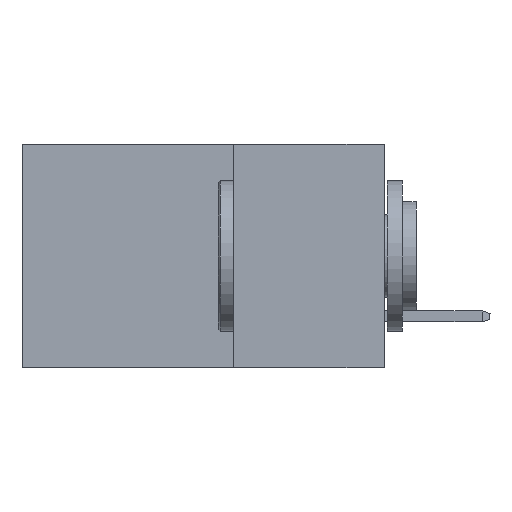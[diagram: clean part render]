
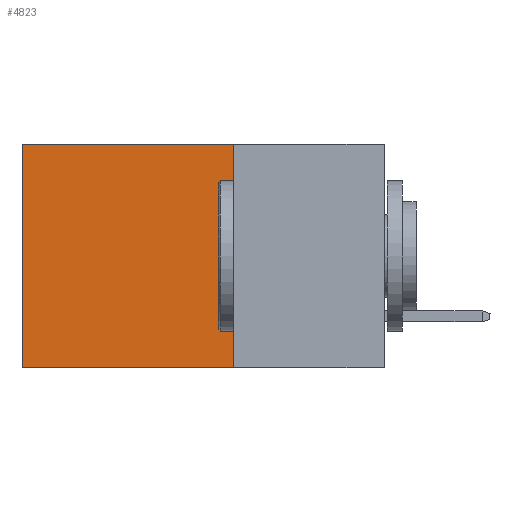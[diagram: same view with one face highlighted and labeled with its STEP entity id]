
A CAD part, left-side view. The second image highlights one B-rep face of the part: STEP entity #4823.
In plain terms, the highlighted planar face has unit normal (-1, 0, 0).
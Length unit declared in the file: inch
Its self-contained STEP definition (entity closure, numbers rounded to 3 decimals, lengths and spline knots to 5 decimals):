
#427 = DIRECTION ( 'NONE',  ( 0., 0., -1. ) ) ;
#525 = VERTEX_POINT ( 'NONE', #16405 ) ;
#1022 = PLANE ( 'NONE',  #1611 ) ;
#1150 = ORIENTED_EDGE ( 'NONE', *, *, #9862, .F. ) ;
#1407 = EDGE_CURVE ( 'NONE', #525, #5779, #15473, .T. ) ;
#1611 = AXIS2_PLACEMENT_3D ( 'NONE', #15963, #17616, #16143 ) ;
#2057 = CARTESIAN_POINT ( 'NONE',  ( 0.2615, 0.6, 0. ) ) ;
#2084 = CARTESIAN_POINT ( 'NONE',  ( 0.2615, 0.25, 0. ) ) ;
#2853 = CARTESIAN_POINT ( 'NONE',  ( 0.2615, 0.25, -0.37 ) ) ;
#3495 = EDGE_CURVE ( 'NONE', #5779, #10754, #9249, .T. ) ;
#4034 = FACE_OUTER_BOUND ( 'NONE', #10979, .T. ) ;
#4230 = ORIENTED_EDGE ( 'NONE', *, *, #18493, .F. ) ;
#4823 = ADVANCED_FACE ( 'NONE', ( #4034 ), #1022, .F. ) ;
#5192 = DIRECTION ( 'NONE',  ( 0., 1., 0. ) ) ;
#5779 = VERTEX_POINT ( 'NONE', #2057 ) ;
#5968 = VECTOR ( 'NONE', #427, 39.37008 ) ;
#6463 = ORIENTED_EDGE ( 'NONE', *, *, #1407, .T. ) ;
#6793 = CARTESIAN_POINT ( 'NONE',  ( 0.2615, 0.25, -0.37 ) ) ;
#7499 = DIRECTION ( 'NONE',  ( 0., 1., 0. ) ) ;
#7601 = LINE ( 'NONE', #2853, #13840 ) ;
#8208 = ORIENTED_EDGE ( 'NONE', *, *, #3495, .T. ) ;
#8890 = CARTESIAN_POINT ( 'NONE',  ( 0.2615, 0.6, -0.37 ) ) ;
#9025 = VECTOR ( 'NONE', #9464, 39.37008 ) ;
#9249 = LINE ( 'NONE', #16440, #5968 ) ;
#9464 = DIRECTION ( 'NONE',  ( 0., 0., -1. ) ) ;
#9862 = EDGE_CURVE ( 'NONE', #525, #11884, #15401, .T. ) ;
#10754 = VERTEX_POINT ( 'NONE', #8890 ) ;
#10979 = EDGE_LOOP ( 'NONE', ( #8208, #4230, #1150, #6463 ) ) ;
#11884 = VERTEX_POINT ( 'NONE', #6793 ) ;
#13836 = CARTESIAN_POINT ( 'NONE',  ( 0.2615, 0.25, -0.37 ) ) ;
#13840 = VECTOR ( 'NONE', #7499, 39.37008 ) ;
#15278 = VECTOR ( 'NONE', #5192, 39.37008 ) ;
#15401 = LINE ( 'NONE', #13836, #9025 ) ;
#15473 = LINE ( 'NONE', #2084, #15278 ) ;
#15963 = CARTESIAN_POINT ( 'NONE',  ( 0.2615, 0.25, -0.37 ) ) ;
#16143 = DIRECTION ( 'NONE',  ( 0., 0., -1. ) ) ;
#16405 = CARTESIAN_POINT ( 'NONE',  ( 0.2615, 0.25, 0. ) ) ;
#16440 = CARTESIAN_POINT ( 'NONE',  ( 0.2615, 0.6, -0.37 ) ) ;
#17616 = DIRECTION ( 'NONE',  ( 1., 0., 0. ) ) ;
#18493 = EDGE_CURVE ( 'NONE', #11884, #10754, #7601, .T. ) ;
